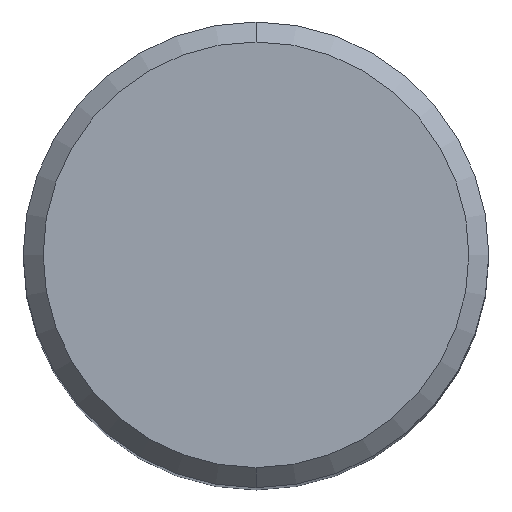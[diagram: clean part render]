
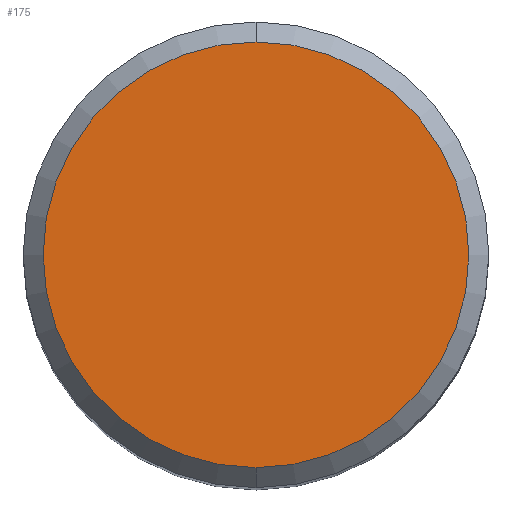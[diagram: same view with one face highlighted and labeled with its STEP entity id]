
A CAD part, top view. The second image highlights one B-rep face of the part: STEP entity #175.
In plain terms, the highlighted planar face has unit normal (0, 0, 1).
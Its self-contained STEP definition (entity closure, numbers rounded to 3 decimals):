
#175=ADVANCED_FACE('',(#474),#475,.T.);
#313=EDGE_CURVE('',#421,#435,#624,.T.);
#363=EDGE_CURVE('',#435,#421,#680,.T.);
#421=VERTEX_POINT('',#746);
#435=VERTEX_POINT('',#762);
#474=FACE_OUTER_BOUND('',#795,.T.);
#475=PLANE('',#796);
#624=CIRCLE('',#1151,6.4);
#680=CIRCLE('',#1231,6.4);
#746=CARTESIAN_POINT('',(0.0,6.4,0.0));
#762=CARTESIAN_POINT('',(0.,-6.4,0.0));
#795=EDGE_LOOP('',(#1479,#1480));
#796=AXIS2_PLACEMENT_3D('',#1481,#1482,#1483);
#1151=AXIS2_PLACEMENT_3D('',#1645,#1646,#1647);
#1231=AXIS2_PLACEMENT_3D('',#1709,#1710,#1711);
#1479=ORIENTED_EDGE('',*,*,#313,.F.);
#1480=ORIENTED_EDGE('',*,*,#363,.F.);
#1481=CARTESIAN_POINT('',(0.0,3.2,0.0));
#1482=DIRECTION('',(-0.0,0.0,1.0));
#1483=DIRECTION('',(0.0,-1.0,0.0));
#1645=CARTESIAN_POINT('',(0.0,0.0,0.0));
#1646=DIRECTION('',(0.0,0.0,-1.0));
#1647=DIRECTION('',(0.0,1.0,0.0));
#1709=CARTESIAN_POINT('',(0.0,0.0,0.0));
#1710=DIRECTION('',(0.0,0.0,-1.0));
#1711=DIRECTION('',(0.0,1.0,0.0));
